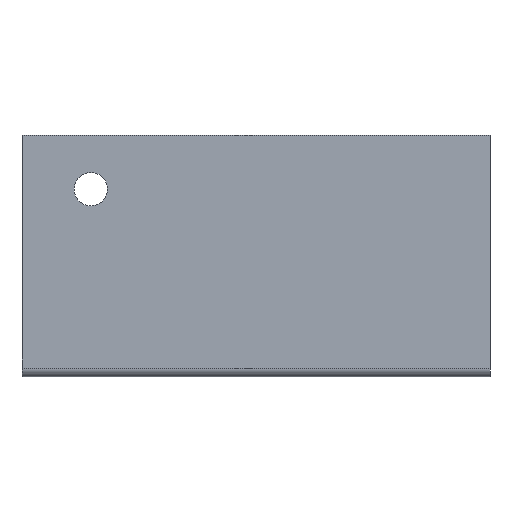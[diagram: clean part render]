
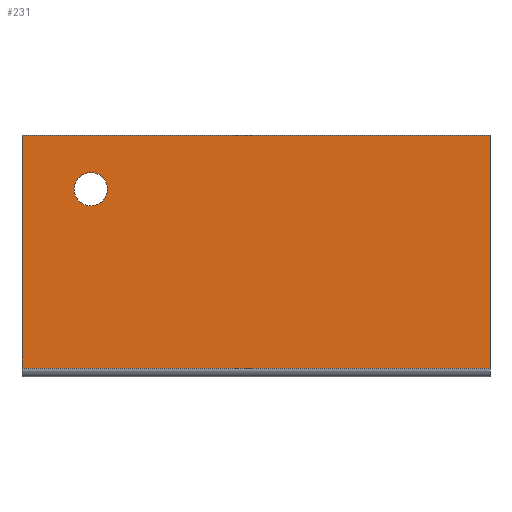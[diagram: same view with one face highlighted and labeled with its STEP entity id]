
A CAD part, top view. The second image highlights one B-rep face of the part: STEP entity #231.
In plain terms, the highlighted planar face has unit normal (0, 0, 1).
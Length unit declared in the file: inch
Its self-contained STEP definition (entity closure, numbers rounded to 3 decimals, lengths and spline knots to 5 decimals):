
#7 = ORIENTED_EDGE ( 'NONE', *, *, #12, .T. ) ;
#12 = EDGE_CURVE ( 'NONE', #229, #138, #333, .T. ) ;
#25 = VERTEX_POINT ( 'NONE', #281 ) ;
#26 = VECTOR ( 'NONE', #133, 39.37008 ) ;
#28 = EDGE_CURVE ( 'NONE', #346, #112, #150, .T. ) ;
#29 = EDGE_LOOP ( 'NONE', ( #7, #148, #115, #351 ) ) ;
#42 = VECTOR ( 'NONE', #77, 39.37008 ) ;
#52 = DIRECTION ( 'NONE',  ( 1., 0., 0. ) ) ;
#58 = FACE_BOUND ( 'NONE', #141, .T. ) ;
#73 = PLANE ( 'NONE',  #259 ) ;
#77 = DIRECTION ( 'NONE',  ( 0., 1., 0. ) ) ;
#84 = ORIENTED_EDGE ( 'NONE', *, *, #28, .F. ) ;
#85 = LINE ( 'NONE', #218, #42 ) ;
#94 = LINE ( 'NONE', #296, #342 ) ;
#98 = VERTEX_POINT ( 'NONE', #159 ) ;
#107 = DIRECTION ( 'NONE',  ( 1., 0., 0. ) ) ;
#112 = VERTEX_POINT ( 'NONE', #186 ) ;
#115 = ORIENTED_EDGE ( 'NONE', *, *, #322, .T. ) ;
#119 = ORIENTED_EDGE ( 'NONE', *, *, #348, .F. ) ;
#121 = FACE_OUTER_BOUND ( 'NONE', #29, .T. ) ;
#133 = DIRECTION ( 'NONE',  ( -1., 0., 0. ) ) ;
#138 = VERTEX_POINT ( 'NONE', #265 ) ;
#141 = EDGE_LOOP ( 'NONE', ( #84, #119 ) ) ;
#148 = ORIENTED_EDGE ( 'NONE', *, *, #305, .T. ) ;
#150 = CIRCLE ( 'NONE', #212, 0.23606 ) ;
#159 = CARTESIAN_POINT ( 'NONE',  ( 3.65558, -1.6504, 0.25 ) ) ;
#171 = CARTESIAN_POINT ( 'NONE',  ( -2.94991, 1.63735, 0.25 ) ) ;
#173 = DIRECTION ( 'NONE',  ( 0., -1., 0. ) ) ;
#176 = AXIS2_PLACEMENT_3D ( 'NONE', #306, #301, #302 ) ;
#186 = CARTESIAN_POINT ( 'NONE',  ( -2.21506, 0.87317, 0.25 ) ) ;
#188 = VECTOR ( 'NONE', #173, 39.37008 ) ;
#192 = DIRECTION ( 'NONE',  ( 0., 0., 1. ) ) ;
#212 = AXIS2_PLACEMENT_3D ( 'NONE', #286, #284, #315 ) ;
#218 = CARTESIAN_POINT ( 'NONE',  ( 3.65558, 1.63735, 0.25 ) ) ;
#220 = CARTESIAN_POINT ( 'NONE',  ( -2.94991, 1.63735, 0.25 ) ) ;
#229 = VERTEX_POINT ( 'NONE', #298 ) ;
#231 = ADVANCED_FACE ( 'NONE', ( #58, #121 ), #73, .T. ) ;
#235 = EDGE_CURVE ( 'NONE', #25, #229, #268, .T. ) ;
#244 = CARTESIAN_POINT ( 'NONE',  ( 0., 0., 0.25 ) ) ;
#259 = AXIS2_PLACEMENT_3D ( 'NONE', #244, #192, #107 ) ;
#262 = CIRCLE ( 'NONE', #176, 0.23606 ) ;
#265 = CARTESIAN_POINT ( 'NONE',  ( -2.94991, -1.6504, 0.25 ) ) ;
#268 = LINE ( 'NONE', #220, #26 ) ;
#281 = CARTESIAN_POINT ( 'NONE',  ( 3.65558, 1.63735, 0.25 ) ) ;
#284 = DIRECTION ( 'NONE',  ( 0., 0., 1. ) ) ;
#286 = CARTESIAN_POINT ( 'NONE',  ( -1.979, 0.87317, 0.25 ) ) ;
#296 = CARTESIAN_POINT ( 'NONE',  ( 3.65558, -1.6504, 0.25 ) ) ;
#298 = CARTESIAN_POINT ( 'NONE',  ( -2.94991, 1.63735, 0.25 ) ) ;
#301 = DIRECTION ( 'NONE',  ( 0., 0., 1. ) ) ;
#302 = DIRECTION ( 'NONE',  ( 1., 0., 0. ) ) ;
#304 = CARTESIAN_POINT ( 'NONE',  ( -1.74293, 0.87317, 0.25 ) ) ;
#305 = EDGE_CURVE ( 'NONE', #138, #98, #94, .T. ) ;
#306 = CARTESIAN_POINT ( 'NONE',  ( -1.979, 0.87317, 0.25 ) ) ;
#315 = DIRECTION ( 'NONE',  ( 1., 0., 0. ) ) ;
#322 = EDGE_CURVE ( 'NONE', #98, #25, #85, .T. ) ;
#333 = LINE ( 'NONE', #171, #188 ) ;
#342 = VECTOR ( 'NONE', #52, 39.37008 ) ;
#346 = VERTEX_POINT ( 'NONE', #304 ) ;
#348 = EDGE_CURVE ( 'NONE', #112, #346, #262, .T. ) ;
#351 = ORIENTED_EDGE ( 'NONE', *, *, #235, .T. ) ;
